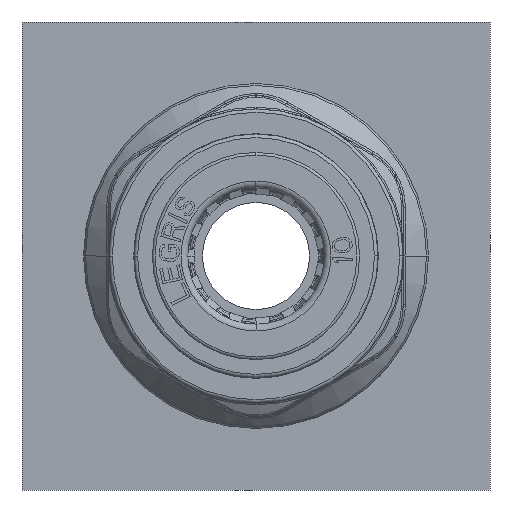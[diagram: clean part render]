
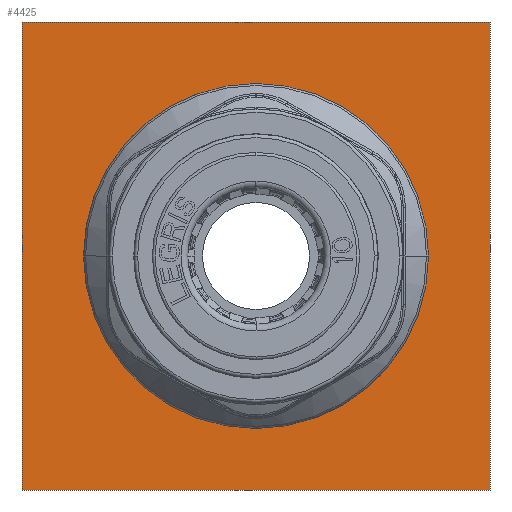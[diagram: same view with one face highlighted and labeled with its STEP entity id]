
A CAD part, left-side view. The second image highlights one B-rep face of the part: STEP entity #4425.
In plain terms, the highlighted planar face has unit normal (-1, 0, 0).
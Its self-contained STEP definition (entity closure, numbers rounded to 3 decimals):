
#4425=ADVANCED_FACE('',(#9097,#9098),#9099,.T.);
#9097=FACE_OUTER_BOUND('',#23615,.T.);
#9098=FACE_BOUND('',#23616,.T.);
#9099=PLANE('',#23617);
#23615=EDGE_LOOP('',(#38014,#38015,#38016,#38017));
#23616=EDGE_LOOP('',(#38018,#38019));
#23617=AXIS2_PLACEMENT_3D('',#38020,#38021,#38022);
#38014=ORIENTED_EDGE('',*,*,#43099,.T.);
#38015=ORIENTED_EDGE('',*,*,#41366,.T.);
#38016=ORIENTED_EDGE('',*,*,#45654,.T.);
#38017=ORIENTED_EDGE('',*,*,#41267,.T.);
#38018=ORIENTED_EDGE('',*,*,#42824,.T.);
#38019=ORIENTED_EDGE('',*,*,#42984,.T.);
#38020=CARTESIAN_POINT('',(9.7,0.0,0.0));
#38021=DIRECTION('',(-1.0,0.0,0.0));
#38022=DIRECTION('',(0.0,-1.0,0.0));
#41267=EDGE_CURVE('',#47502,#47500,#47503,.T.);
#41366=EDGE_CURVE('',#47669,#47667,#47670,.T.);
#42824=EDGE_CURVE('',#50065,#50070,#50072,.T.);
#42984=EDGE_CURVE('',#50070,#50065,#50314,.T.);
#43099=EDGE_CURVE('',#47500,#47669,#50489,.T.);
#45654=EDGE_CURVE('',#47667,#47502,#53739,.T.);
#47500=VERTEX_POINT('',#57244);
#47502=VERTEX_POINT('',#57247);
#47503=LINE('',#57248,#57249);
#47667=VERTEX_POINT('',#57672);
#47669=VERTEX_POINT('',#57675);
#47670=LINE('',#57676,#57677);
#50065=VERTEX_POINT('',#64342);
#50070=VERTEX_POINT('',#64348);
#50072=CIRCLE('',#64351,9.25);
#50314=CIRCLE('',#64757,9.25);
#50489=LINE('',#65487,#65488);
#53739=LINE('',#74319,#74320);
#57244=CARTESIAN_POINT('',(9.7,17.5,17.5));
#57247=CARTESIAN_POINT('',(9.7,-17.5,17.5));
#57248=CARTESIAN_POINT('',(9.7,-17.5,17.5));
#57249=VECTOR('',#76280,35.0);
#57672=CARTESIAN_POINT('',(9.7,-17.5,-17.5));
#57675=CARTESIAN_POINT('',(9.7,17.5,-17.5));
#57676=CARTESIAN_POINT('',(9.7,17.5,-17.5));
#57677=VECTOR('',#76404,35.0);
#64342=CARTESIAN_POINT('',(9.7,-9.25,0.0));
#64348=CARTESIAN_POINT('',(9.7,9.25,0.));
#64351=AXIS2_PLACEMENT_3D('',#78264,#78265,#78266);
#64757=AXIS2_PLACEMENT_3D('',#78426,#78427,#78428);
#65487=CARTESIAN_POINT('',(9.7,17.5,17.5));
#65488=VECTOR('',#78551,35.0);
#74319=CARTESIAN_POINT('',(9.7,-17.5,-17.5));
#74320=VECTOR('',#81150,35.0);
#76280=DIRECTION('',(0.0,1.0,0.0));
#76404=DIRECTION('',(0.0,-1.0,0.0));
#78264=CARTESIAN_POINT('',(9.7,0.0,0.0));
#78265=DIRECTION('',(1.0,0.0,0.0));
#78266=DIRECTION('',(0.0,-1.0,0.0));
#78426=CARTESIAN_POINT('',(9.7,0.0,0.0));
#78427=DIRECTION('',(1.0,0.0,0.0));
#78428=DIRECTION('',(0.0,-1.0,0.0));
#78551=DIRECTION('',(0.0,0.0,-1.0));
#81150=DIRECTION('',(0.0,0.0,1.0));
